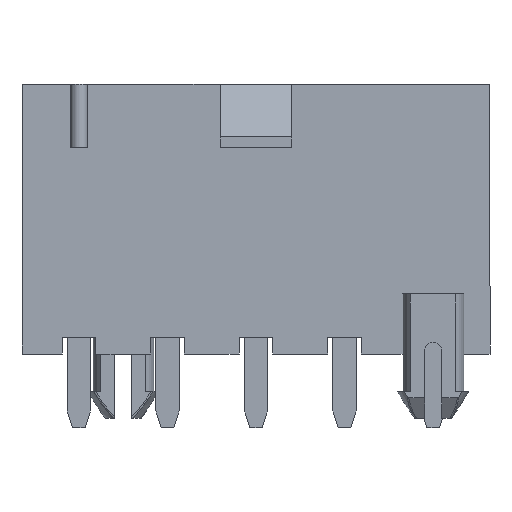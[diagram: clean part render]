
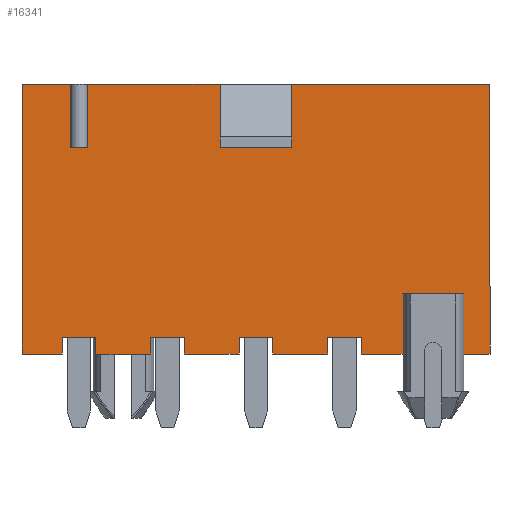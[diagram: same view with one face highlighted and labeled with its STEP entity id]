
A CAD part, front view. The second image highlights one B-rep face of the part: STEP entity #16341.
In plain terms, the highlighted face is planar.
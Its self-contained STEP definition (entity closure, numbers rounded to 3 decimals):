
#1773=ORIENTED_EDGE('',*,*,#4330,.F.);
#1774=ORIENTED_EDGE('',*,*,#4326,.T.);
#1775=ORIENTED_EDGE('',*,*,#4329,.T.);
#1776=ORIENTED_EDGE('',*,*,#4950,.F.);
#1777=ORIENTED_EDGE('',*,*,#4876,.T.);
#1778=ORIENTED_EDGE('',*,*,#4979,.T.);
#1779=ORIENTED_EDGE('',*,*,#4524,.T.);
#1780=ORIENTED_EDGE('',*,*,#4969,.T.);
#1781=ORIENTED_EDGE('',*,*,#4528,.T.);
#1782=ORIENTED_EDGE('',*,*,#4980,.T.);
#1783=ORIENTED_EDGE('',*,*,#4593,.T.);
#1784=ORIENTED_EDGE('',*,*,#4930,.T.);
#1785=ORIENTED_EDGE('',*,*,#4597,.T.);
#1786=ORIENTED_EDGE('',*,*,#4942,.T.);
#1787=ORIENTED_EDGE('',*,*,#4666,.T.);
#1788=ORIENTED_EDGE('',*,*,#4906,.T.);
#1789=ORIENTED_EDGE('',*,*,#4670,.T.);
#1790=ORIENTED_EDGE('',*,*,#4918,.T.);
#1791=ORIENTED_EDGE('',*,*,#4739,.T.);
#1792=ORIENTED_EDGE('',*,*,#4888,.T.);
#1793=ORIENTED_EDGE('',*,*,#4743,.T.);
#1794=ORIENTED_EDGE('',*,*,#4893,.T.);
#1795=ORIENTED_EDGE('',*,*,#4852,.T.);
#1796=ORIENTED_EDGE('',*,*,#4458,.F.);
#1797=ORIENTED_EDGE('',*,*,#4467,.T.);
#1798=ORIENTED_EDGE('',*,*,#4456,.T.);
#1799=ORIENTED_EDGE('',*,*,#4463,.F.);
#1800=ORIENTED_EDGE('',*,*,#4460,.F.);
#1801=ORIENTED_EDGE('',*,*,#4858,.T.);
#1802=ORIENTED_EDGE('',*,*,#4870,.T.);
#1803=ORIENTED_EDGE('',*,*,#4866,.F.);
#1804=ORIENTED_EDGE('',*,*,#4952,.F.);
#1805=ORIENTED_EDGE('',*,*,#4475,.F.);
#1806=ORIENTED_EDGE('',*,*,#4477,.F.);
#1807=ORIENTED_EDGE('',*,*,#4479,.F.);
#1808=ORIENTED_EDGE('',*,*,#4951,.F.);
#4326=EDGE_CURVE('',#6124,#6125,#7293,.T.);
#4329=EDGE_CURVE('',#6125,#6126,#7294,.T.);
#4330=EDGE_CURVE('',#6124,#6127,#7295,.T.);
#4456=EDGE_CURVE('',#6212,#6213,#7349,.T.);
#4458=EDGE_CURVE('',#6214,#6215,#7350,.T.);
#4460=EDGE_CURVE('',#6216,#6217,#7352,.T.);
#4463=EDGE_CURVE('',#6217,#6213,#7354,.T.);
#4467=EDGE_CURVE('',#6214,#6212,#7358,.T.);
#4475=EDGE_CURVE('',#6226,#6221,#7366,.T.);
#4477=EDGE_CURVE('',#6227,#6226,#7368,.T.);
#4479=EDGE_CURVE('',#6222,#6227,#7370,.T.);
#4524=EDGE_CURVE('',#6257,#6260,#7407,.T.);
#4528=EDGE_CURVE('',#6261,#6264,#7411,.T.);
#4593=EDGE_CURVE('',#6311,#6314,#7468,.T.);
#4597=EDGE_CURVE('',#6315,#6318,#7472,.T.);
#4666=EDGE_CURVE('',#6372,#6375,#7533,.T.);
#4670=EDGE_CURVE('',#6376,#6379,#7537,.T.);
#4739=EDGE_CURVE('',#6433,#6436,#7598,.T.);
#4743=EDGE_CURVE('',#6437,#6440,#7602,.T.);
#4852=EDGE_CURVE('',#6518,#6215,#7703,.T.);
#4858=EDGE_CURVE('',#6216,#6523,#7709,.T.);
#4866=EDGE_CURVE('',#6529,#6530,#7717,.T.);
#4870=EDGE_CURVE('',#6523,#6530,#7721,.T.);
#4876=EDGE_CURVE('',#6535,#6534,#7727,.T.);
#4888=EDGE_CURVE('',#6436,#6437,#7739,.T.);
#4893=EDGE_CURVE('',#6440,#6518,#7744,.T.);
#4906=EDGE_CURVE('',#6375,#6376,#7757,.T.);
#4918=EDGE_CURVE('',#6379,#6433,#7769,.T.);
#4930=EDGE_CURVE('',#6314,#6315,#7781,.T.);
#4942=EDGE_CURVE('',#6318,#6372,#7793,.T.);
#4950=EDGE_CURVE('',#6535,#6126,#7801,.T.);
#4951=EDGE_CURVE('',#6127,#6222,#7802,.T.);
#4952=EDGE_CURVE('',#6221,#6529,#7803,.T.);
#4969=EDGE_CURVE('',#6260,#6261,#7820,.T.);
#4979=EDGE_CURVE('',#6534,#6257,#7830,.T.);
#4980=EDGE_CURVE('',#6264,#6311,#7831,.T.);
#6124=VERTEX_POINT('',#21320);
#6125=VERTEX_POINT('',#21321);
#6126=VERTEX_POINT('',#21325);
#6127=VERTEX_POINT('',#21326);
#6212=VERTEX_POINT('',#21910);
#6213=VERTEX_POINT('',#21913);
#6214=VERTEX_POINT('',#21917);
#6215=VERTEX_POINT('',#21919);
#6216=VERTEX_POINT('',#21921);
#6217=VERTEX_POINT('',#21923);
#6221=VERTEX_POINT('',#21939);
#6222=VERTEX_POINT('',#21941);
#6226=VERTEX_POINT('',#21953);
#6227=VERTEX_POINT('',#21957);
#6257=VERTEX_POINT('',#22041);
#6260=VERTEX_POINT('',#22046);
#6261=VERTEX_POINT('',#22050);
#6264=VERTEX_POINT('',#22055);
#6311=VERTEX_POINT('',#22179);
#6314=VERTEX_POINT('',#22184);
#6315=VERTEX_POINT('',#22188);
#6318=VERTEX_POINT('',#22193);
#6372=VERTEX_POINT('',#22329);
#6375=VERTEX_POINT('',#22334);
#6376=VERTEX_POINT('',#22338);
#6379=VERTEX_POINT('',#22343);
#6433=VERTEX_POINT('',#22479);
#6436=VERTEX_POINT('',#22484);
#6437=VERTEX_POINT('',#22488);
#6440=VERTEX_POINT('',#22493);
#6518=VERTEX_POINT('',#22702);
#6523=VERTEX_POINT('',#22716);
#6529=VERTEX_POINT('',#22732);
#6530=VERTEX_POINT('',#22734);
#6534=VERTEX_POINT('',#22750);
#6535=VERTEX_POINT('',#22752);
#7293=LINE('',#21319,#8766);
#7294=LINE('',#21327,#8767);
#7295=LINE('',#21328,#8768);
#7349=LINE('',#21914,#8822);
#7350=LINE('',#21918,#8823);
#7352=LINE('',#21922,#8825);
#7354=LINE('',#21927,#8827);
#7358=LINE('',#21935,#8831);
#7366=LINE('',#21952,#8839);
#7368=LINE('',#21956,#8841);
#7370=LINE('',#21960,#8843);
#7407=LINE('',#22047,#8880);
#7411=LINE('',#22056,#8884);
#7468=LINE('',#22185,#8941);
#7472=LINE('',#22194,#8945);
#7533=LINE('',#22335,#9006);
#7537=LINE('',#22344,#9010);
#7598=LINE('',#22485,#9071);
#7602=LINE('',#22494,#9075);
#7703=LINE('',#22705,#9176);
#7709=LINE('',#22717,#9182);
#7717=LINE('',#22733,#9190);
#7721=LINE('',#22740,#9194);
#7727=LINE('',#22751,#9200);
#7739=LINE('',#22770,#9212);
#7744=LINE('',#22778,#9217);
#7757=LINE('',#22798,#9230);
#7769=LINE('',#22818,#9242);
#7781=LINE('',#22835,#9254);
#7793=LINE('',#22855,#9266);
#7801=LINE('',#22867,#9274);
#7802=LINE('',#22868,#9275);
#7803=LINE('',#22869,#9276);
#7820=LINE('',#22889,#9293);
#7830=LINE('',#22904,#9303);
#7831=LINE('',#22906,#9304);
#8766=VECTOR('',#17950,1000.);
#8767=VECTOR('',#17957,1000.);
#8768=VECTOR('',#17958,1000.);
#8822=VECTOR('',#18096,1000.);
#8823=VECTOR('',#18101,1000.);
#8825=VECTOR('',#18103,1000.);
#8827=VECTOR('',#18109,1000.);
#8831=VECTOR('',#18117,1000.);
#8839=VECTOR('',#18131,1000.);
#8841=VECTOR('',#18135,1000.);
#8843=VECTOR('',#18139,1000.);
#8880=VECTOR('',#18210,1000.);
#8884=VECTOR('',#18216,1000.);
#8941=VECTOR('',#18317,1000.);
#8945=VECTOR('',#18323,1000.);
#9006=VECTOR('',#18430,1000.);
#9010=VECTOR('',#18436,1000.);
#9071=VECTOR('',#18543,1000.);
#9075=VECTOR('',#18549,1000.);
#9176=VECTOR('',#18712,1000.);
#9182=VECTOR('',#18722,1000.);
#9190=VECTOR('',#18734,1000.);
#9194=VECTOR('',#18740,1000.);
#9200=VECTOR('',#18750,1000.);
#9212=VECTOR('',#18768,1000.);
#9217=VECTOR('',#18775,1000.);
#9230=VECTOR('',#18796,1000.);
#9242=VECTOR('',#18812,1000.);
#9254=VECTOR('',#18832,1000.);
#9266=VECTOR('',#18848,1000.);
#9274=VECTOR('',#18862,1000.);
#9275=VECTOR('',#18863,1000.);
#9276=VECTOR('',#18864,1000.);
#9293=VECTOR('',#18885,1000.);
#9303=VECTOR('',#18901,1000.);
#9304=VECTOR('',#18904,1000.);
#10285=EDGE_LOOP('',(#1773,#1774,#1775,#1776,#1777,#1778,#1779,#1780,#1781,
#1782,#1783,#1784,#1785,#1786,#1787,#1788,#1789,#1790,#1791,#1792,#1793,
#1794,#1795,#1796,#1797,#1798,#1799,#1800,#1801,#1802,#1803,#1804,#1805,
#1806,#1807,#1808));
#10920=FACE_BOUND('',#10285,.T.);
#11517=PLANE('',#17035);
#16341=ADVANCED_FACE('',(#10920),#11517,.T.);
#17035=AXIS2_PLACEMENT_3D('',#22917,#18917,#18918);
#17950=DIRECTION('',(1.,0.,0.));
#17957=DIRECTION('',(0.,0.,1.));
#17958=DIRECTION('',(0.,0.,1.));
#18096=DIRECTION('',(-1.,0.,0.));
#18101=DIRECTION('',(-1.,0.,0.));
#18103=DIRECTION('',(-1.,0.,0.));
#18109=DIRECTION('',(0.,0.,1.));
#18117=DIRECTION('',(0.,0.,1.));
#18131=DIRECTION('',(0.,0.,1.));
#18135=DIRECTION('',(-1.,0.,0.));
#18139=DIRECTION('',(0.,0.,-1.));
#18210=DIRECTION('',(0.,0.,1.));
#18216=DIRECTION('',(0.,0.,-1.));
#18317=DIRECTION('',(0.,0.,1.));
#18323=DIRECTION('',(0.,0.,-1.));
#18430=DIRECTION('',(0.,0.,1.));
#18436=DIRECTION('',(0.,0.,-1.));
#18543=DIRECTION('',(0.,0.,1.));
#18549=DIRECTION('',(0.,0.,-1.));
#18712=DIRECTION('',(0.,0.,1.));
#18722=DIRECTION('',(0.,0.,-1.));
#18734=DIRECTION('',(0.,0.,-1.));
#18740=DIRECTION('',(-1.,0.,0.));
#18750=DIRECTION('',(0.,0.,-1.));
#18768=DIRECTION('',(-1.,0.,0.));
#18775=DIRECTION('',(-1.,0.,0.));
#18796=DIRECTION('',(-1.,0.,0.));
#18812=DIRECTION('',(-1.,0.,0.));
#18832=DIRECTION('',(-1.,0.,0.));
#18848=DIRECTION('',(-1.,0.,0.));
#18862=DIRECTION('',(-1.,0.,0.));
#18863=DIRECTION('',(-1.,0.,0.));
#18864=DIRECTION('',(-1.,0.,0.));
#18885=DIRECTION('',(-1.,0.,0.));
#18901=DIRECTION('',(-1.,0.,0.));
#18904=DIRECTION('',(-1.,0.,0.));
#18917=DIRECTION('',(0.,1.,0.));
#18918=DIRECTION('',(0.,0.,1.));
#21319=CARTESIAN_POINT('',(8.8,2.7,3.4));
#21320=CARTESIAN_POINT('',(8.,2.7,3.4));
#21321=CARTESIAN_POINT('',(8.8,2.7,3.4));
#21325=CARTESIAN_POINT('',(8.8,2.7,6.4));
#21326=CARTESIAN_POINT('',(8.,2.7,6.4));
#21327=CARTESIAN_POINT('',(8.8,2.7,3.4));
#21328=CARTESIAN_POINT('',(8.,2.7,3.4));
#21910=CARTESIAN_POINT('',(-7.325,2.7,-3.55));
#21913=CARTESIAN_POINT('',(-9.475,2.7,-3.55));
#21914=CARTESIAN_POINT('',(-7.325,2.7,-3.55));
#21917=CARTESIAN_POINT('',(-7.325,2.7,-5.8));
#21918=CARTESIAN_POINT('',(-7.325,2.7,-5.8));
#21919=CARTESIAN_POINT('',(-7.6,2.7,-5.8));
#21921=CARTESIAN_POINT('',(-9.2,2.7,-5.8));
#21922=CARTESIAN_POINT('',(-7.325,2.7,-5.8));
#21923=CARTESIAN_POINT('',(-9.475,2.7,-5.8));
#21927=CARTESIAN_POINT('',(-9.475,2.7,-5.8));
#21935=CARTESIAN_POINT('',(-7.325,2.7,-5.8));
#21939=CARTESIAN_POINT('',(-1.7,2.7,6.4));
#21941=CARTESIAN_POINT('',(1.7,2.7,6.4));
#21952=CARTESIAN_POINT('',(-1.7,2.7,3.4));
#21953=CARTESIAN_POINT('',(-1.7,2.7,3.4));
#21956=CARTESIAN_POINT('',(1.7,2.7,3.4));
#21957=CARTESIAN_POINT('',(1.7,2.7,3.4));
#21960=CARTESIAN_POINT('',(1.7,2.7,6.4));
#22041=CARTESIAN_POINT('',(9.2,2.7,-6.4));
#22046=CARTESIAN_POINT('',(9.2,2.7,-5.6));
#22047=CARTESIAN_POINT('',(9.2,2.7,6.4));
#22050=CARTESIAN_POINT('',(7.6,2.7,-5.6));
#22055=CARTESIAN_POINT('',(7.6,2.7,-6.4));
#22056=CARTESIAN_POINT('',(7.6,2.7,6.4));
#22179=CARTESIAN_POINT('',(5.,2.7,-6.4));
#22184=CARTESIAN_POINT('',(5.,2.7,-5.6));
#22185=CARTESIAN_POINT('',(5.,2.7,6.4));
#22188=CARTESIAN_POINT('',(3.4,2.7,-5.6));
#22193=CARTESIAN_POINT('',(3.4,2.7,-6.4));
#22194=CARTESIAN_POINT('',(3.4,2.7,6.4));
#22329=CARTESIAN_POINT('',(0.8,2.7,-6.4));
#22334=CARTESIAN_POINT('',(0.8,2.7,-5.6));
#22335=CARTESIAN_POINT('',(0.8,2.7,6.4));
#22338=CARTESIAN_POINT('',(-0.8,2.7,-5.6));
#22343=CARTESIAN_POINT('',(-0.8,2.7,-6.4));
#22344=CARTESIAN_POINT('',(-0.8,2.7,6.4));
#22479=CARTESIAN_POINT('',(-3.4,2.7,-6.4));
#22484=CARTESIAN_POINT('',(-3.4,2.7,-5.6));
#22485=CARTESIAN_POINT('',(-3.4,2.7,6.4));
#22488=CARTESIAN_POINT('',(-5.,2.7,-5.6));
#22493=CARTESIAN_POINT('',(-5.,2.7,-6.4));
#22494=CARTESIAN_POINT('',(-5.,2.7,6.4));
#22702=CARTESIAN_POINT('',(-7.6,2.7,-6.4));
#22705=CARTESIAN_POINT('',(-7.6,2.7,6.4));
#22716=CARTESIAN_POINT('',(-9.2,2.7,-6.4));
#22717=CARTESIAN_POINT('',(-9.2,2.7,6.4));
#22732=CARTESIAN_POINT('',(-11.1,2.7,6.4));
#22733=CARTESIAN_POINT('',(-11.1,2.7,6.4));
#22734=CARTESIAN_POINT('',(-11.1,2.7,-6.4));
#22740=CARTESIAN_POINT('',(11.1,2.7,-6.4));
#22750=CARTESIAN_POINT('',(11.1,2.7,-6.4));
#22751=CARTESIAN_POINT('',(11.1,2.7,6.4));
#22752=CARTESIAN_POINT('',(11.1,2.7,6.4));
#22770=CARTESIAN_POINT('',(11.1,2.7,-5.6));
#22778=CARTESIAN_POINT('',(11.1,2.7,-6.4));
#22798=CARTESIAN_POINT('',(11.1,2.7,-5.6));
#22818=CARTESIAN_POINT('',(11.1,2.7,-6.4));
#22835=CARTESIAN_POINT('',(11.1,2.7,-5.6));
#22855=CARTESIAN_POINT('',(11.1,2.7,-6.4));
#22867=CARTESIAN_POINT('',(11.1,2.7,6.4));
#22868=CARTESIAN_POINT('',(11.1,2.7,6.4));
#22869=CARTESIAN_POINT('',(11.1,2.7,6.4));
#22889=CARTESIAN_POINT('',(11.1,2.7,-5.6));
#22904=CARTESIAN_POINT('',(11.1,2.7,-6.4));
#22906=CARTESIAN_POINT('',(11.1,2.7,-6.4));
#22917=CARTESIAN_POINT('',(11.1,2.7,6.4));
